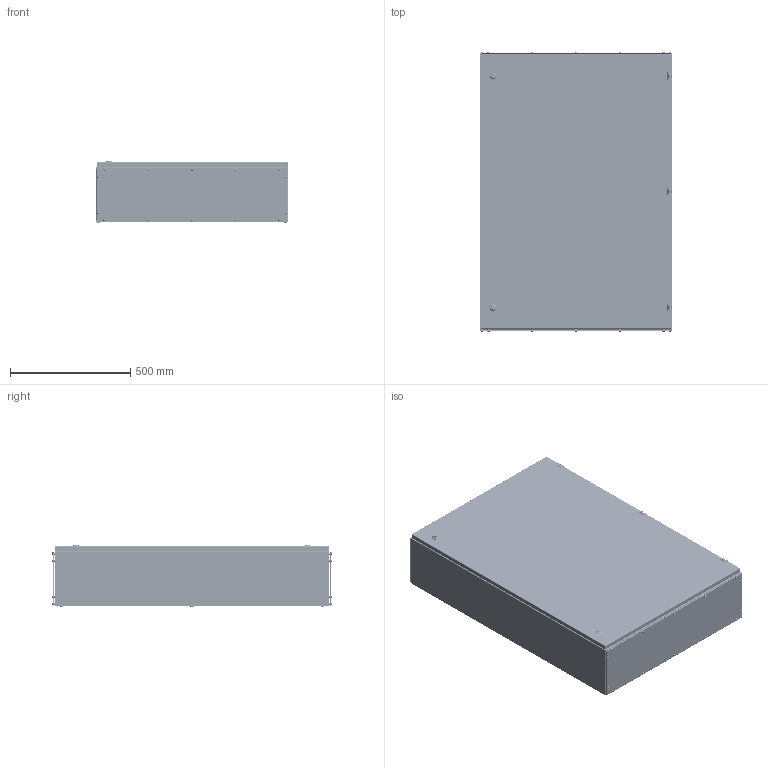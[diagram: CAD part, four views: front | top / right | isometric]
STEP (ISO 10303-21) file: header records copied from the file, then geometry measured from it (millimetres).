
FILE_DESCRIPTION (( 'STEP AP214' ), '1' );
FILE_NAME ('11.080.115.25.STEP', '2024-06-06T05:26:43', ( '' ), ( '' ), 'SwSTEP 2.0', 'SolidWorks 2021', '' );
FILE_SCHEMA (( 'AUTOMOTIVE_DESIGN' ));
Length unit declared in the file: millimetre
Products named in the file (27): 8SJ_S1B_0001.stp; Äâåðíîå ïîëîòíî W800H1150; Çàêëåïêà ðåçüáîâàÿ Ì8 øåñòèãðàííàÿ ñ óìåíüøåííûì áîðòîì; Ðåéêà H1150; Êîðïóñ øêàôà W800H1150D250; Áîëò Ì6õ10 ñ øåñòèãðàííîé ãîëîâêîé ñ ïðåññøàéáîé; Øïèëüêà ïðèâàðíàÿ Ì6õ10; ﾇ瑟鶴 ﾀﾑ ms1000-3M.stp; 8SJ_MS705_0510.stp; Çàêëåïêà ðåçüáîâàÿ Ì5 øåñòèãðàííàÿ ñ óìåíüøåííûì áîðòîì; Øïèëüêà ïðèâàðíàÿ Ì6õ15; Êàðêàñ øêàôà W800H1150D250; 11.080.115.25; SW6X8.stp; Ãàéêà M8 DIN6923.step; ﾄ粢 ﾑﾁ W800H1150; 417.811; Ãàñêåòèíã äâåðè W800H1150; 署赅 W800D250; 8SJ_MS705_0760.stp; Øïèëüêà ïðèâàðíàÿ Ì8õ25; 8SJ_MS705-1_0040.stp; 8SJ_MS705_0010.stp; 嵑謺麃 檐; Âèíò DIN 967 Ì5õ16 ñ ïîëóêðóãëîé ãîëîâêîé ñ êðåñòîîáðàçíûì øëèöåì; Ïðîêëàäêà êðûøêè W800D250; Ïåðåìû÷êà êàðêàñà W800
Assembly tree (112 placements, depth 4):
  11.080.115.25
    Êàðêàñ øêàôà W800H1150D250
      Êîðïóñ øêàôà W800H1150D250
      Ïåðåìû÷êà êàðêàñà W800  x2
      Øïèëüêà ïðèâàðíàÿ Ì6õ15  x8
      Øïèëüêà ïðèâàðíàÿ Ì8õ25  x6
    署赅 W800D250  x2
    Ïðîêëàäêà êðûøêè W800D250  x2
    ﾄ粢 ﾑﾁ W800H1150
      Äâåðíîå ïîëîòíî W800H1150
      Ðåéêà H1150  x2
      Ãàñêåòèíã äâåðè W800H1150
      Øïèëüêà ïðèâàðíàÿ Ì6õ10  x2
      ﾇ瑟鶴 ﾀﾑ ms1000-3M.stp  x2
        8SJ_MS705_0010.stp
        8SJ_MS705_0510.stp
        8SJ_MS705_0760.stp
        8SJ_S1B_0001.stp
        8SJ_MS705-1_0040.stp
        SW6X8.stp
    嵑謺麃 檐  x3
    Áîëò Ì6õ10 ñ øåñòèãðàííîé ãîëîâêîé ñ ïðåññøàéáîé  x3
    Çàêëåïêà ðåçüáîâàÿ Ì5 øåñòèãðàííàÿ ñ óìåíüøåííûì áîðòîì  x28
    Âèíò DIN 967 Ì5õ16 ñ ïîëóêðóãëîé ãîëîâêîé ñ êðåñòîîáðàçíûì øëèöåì  x28
    Çàêëåïêà ðåçüáîâàÿ Ì8 øåñòèãðàííàÿ ñ óìåíüøåííûì áîðòîì  x6
    417.811
    Ãàéêà M8 DIN6923.step  x6
Bounding box: 800 x 1165.11 x 254.65 mm (x, y, z)
Volume: 4940517.3 mm3; surface area: 8329901.5 mm2
Topology: 114 solids, 126 shells, 6778 faces, 17160 edges, 10687 vertices
Faces by surface type: plane 2794, cylinder 2416, bspline 712, cone 390, torus 298, sphere 168
Entity records: 91494 total; most frequent: CARTESIAN_POINT 43682, ORIENTED_EDGE 10168, DIRECTION 8716, EDGE_CURVE 5090, VERTEX_POINT 3147, AXIS2_PLACEMENT_3D 2958, LINE 2800, VECTOR 2800
